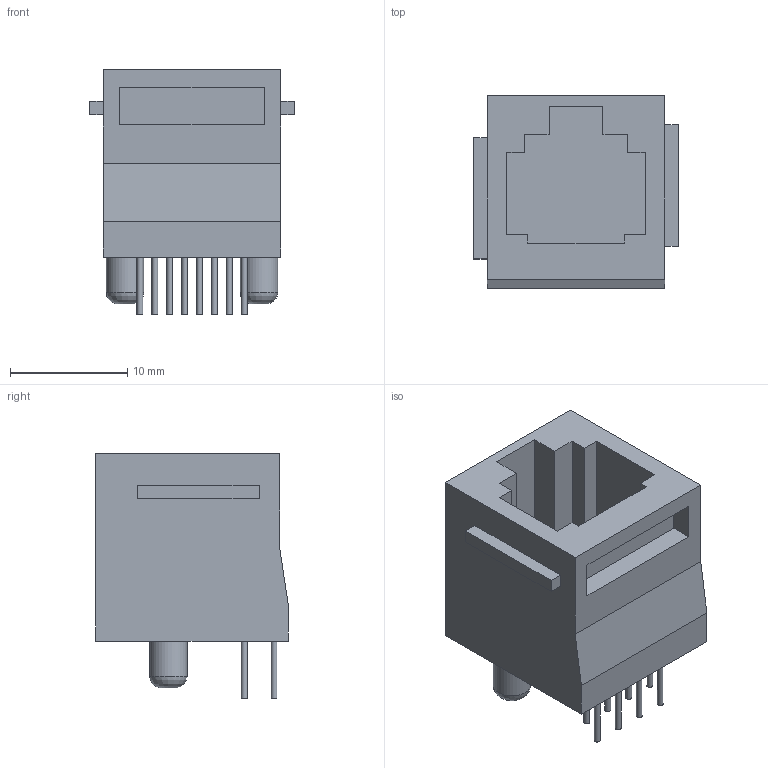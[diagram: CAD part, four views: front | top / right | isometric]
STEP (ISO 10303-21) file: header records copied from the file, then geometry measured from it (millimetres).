
FILE_DESCRIPTION(('FreeCAD Model'),'2;1');
FILE_NAME('Open CASCADE Shape Model','2021-09-08T22:47:31',('Author'),( ''),'Open CASCADE STEP processor 7.4','FreeCAD','Unknown');
FILE_SCHEMA(('AUTOMOTIVE_DESIGN { 1 0 10303 214 1 1 1 1 }'));
Length unit declared in the file: millimetre
Products named in the file (2): RJ45_8P8C_180G; Body
Assembly tree (1 placements, depth 2):
  RJ45_8P8C_180G
    Body
Bounding box: 17.45 x 16.45 x 20.9 mm (x, y, z)
Volume: 2367.7 mm3; surface area: 2357.7 mm2
Topology: 1 solids, 1 shells, 62 faces, 136 edges, 90 vertices
Faces by surface type: plane 50, cylinder 10, revolution 2
Full cylindrical faces by diameter (mm): 0.5 x8, 3.2 x2
Entity records: 4070 total; most frequent: CARTESIAN_POINT 738, DIRECTION 544, LINE 360, VECTOR 360, ORIENTED_EDGE 272, PCURVE 272, DEFINITIONAL_REPRESENTATION 272, EDGE_CURVE 136
